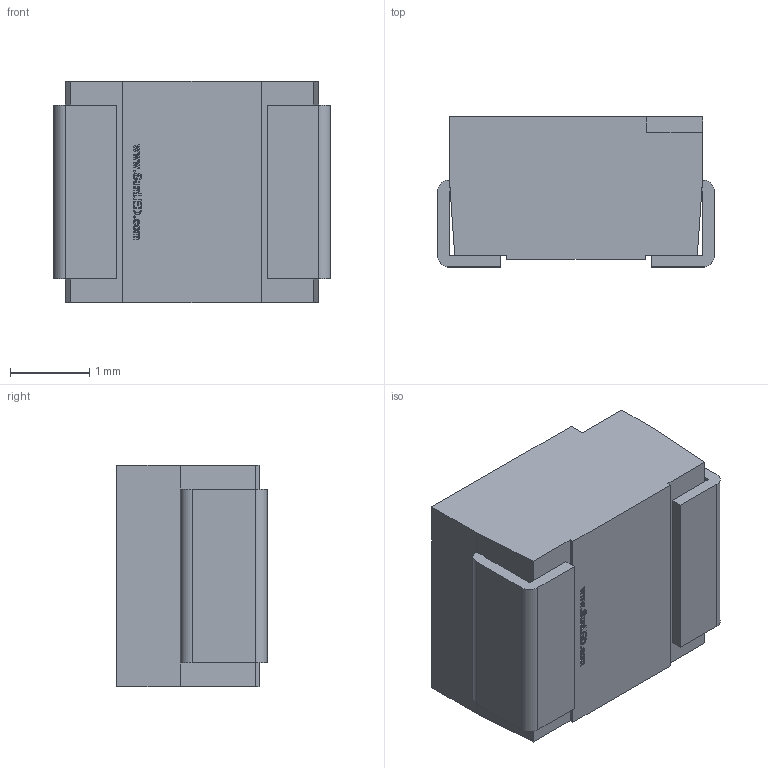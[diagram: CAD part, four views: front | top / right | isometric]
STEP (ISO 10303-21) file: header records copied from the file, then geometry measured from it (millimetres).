
FILE_DESCRIPTION (( 'STEP AP214' ), '1' );
FILE_NAME ('XZxx45.STEP', '2015-09-02T16:41:58', ( '' ), ( '' ), 'SwSTEP 2.0', 'SolidWorks 2012', '' );
FILE_SCHEMA (( 'AUTOMOTIVE_DESIGN' ));
Length unit declared in the file: millimetre
Products named in the file (1): XZxx45
Bounding box: 3.5 x 1.9 x 2.8 mm (x, y, z)
Volume: 14.5 mm3; surface area: 52.3 mm2
Topology: 1 solids, 1 shells, 204 faces, 559 edges, 370 vertices
Faces by surface type: plane 141, bspline 57, cylinder 4, cone 2
Entity records: 10981 total; most frequent: CARTESIAN_POINT 4271, ORIENTED_EDGE 1118, DIRECTION 753, EDGE_CURVE 559, VECTOR 433, LINE 433, VERTEX_POINT 370, EDGE_LOOP 221
